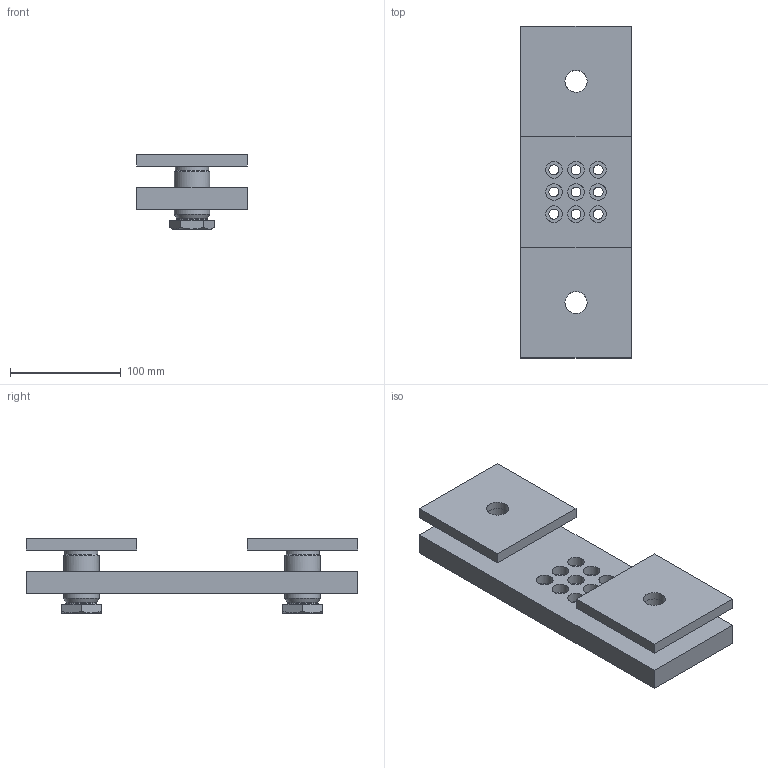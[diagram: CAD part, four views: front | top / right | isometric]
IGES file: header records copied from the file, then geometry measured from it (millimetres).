
Global section: file name: SZ0321_A; native system: Autodesk Inventor 2015; preprocessor: unknown; author: Behrens; date: 20151123.115307; units: millimetre
Bounding box: 100 x 300 x 67 mm (x, y, z)
Volume: 801543.2 mm3; surface area: 153733.6 mm2
Topology: 5 solids, 5 shells, 101 faces, 252 edges, 174 vertices
Faces by surface type: bspline 101
